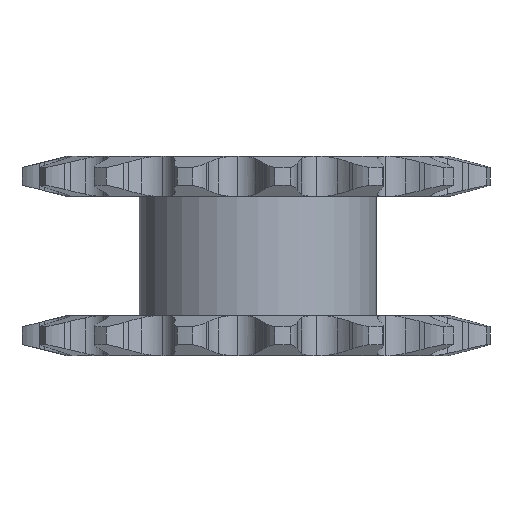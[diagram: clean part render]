
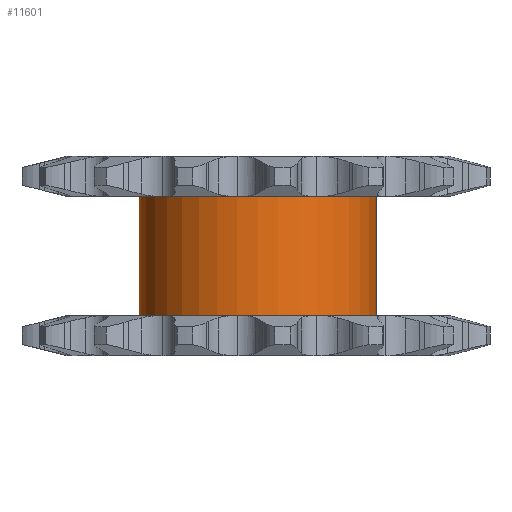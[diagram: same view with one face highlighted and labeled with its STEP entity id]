
A CAD part, front view. The second image highlights one B-rep face of the part: STEP entity #11601.
In plain terms, the highlighted cylindrical face has radius 12.7 mm (diameter 25.4 mm), a partial arc.
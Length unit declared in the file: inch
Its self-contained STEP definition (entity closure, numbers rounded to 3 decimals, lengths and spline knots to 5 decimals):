
#565 = EDGE_CURVE ( 'NONE', #9733, #9703, #8825, .T. ) ;
#1355 = AXIS2_PLACEMENT_3D ( 'NONE', #7960, #7958, #7957 ) ;
#1636 = DIRECTION ( 'NONE',  ( 0., 0., 1. ) ) ;
#1637 = DIRECTION ( 'NONE',  ( 0., 0., 1. ) ) ;
#1638 = CARTESIAN_POINT ( 'NONE',  ( -0.5, 0., -0.587 ) ) ;
#1642 = CARTESIAN_POINT ( 'NONE',  ( 0.5, 0., -0.587 ) ) ;
#2814 = ORIENTED_EDGE ( 'NONE', *, *, #565, .T. ) ;
#2815 = ORIENTED_EDGE ( 'NONE', *, *, #3929, .T. ) ;
#2816 = ORIENTED_EDGE ( 'NONE', *, *, #4042, .F. ) ;
#2817 = ORIENTED_EDGE ( 'NONE', *, *, #3927, .F. ) ;
#3199 = CARTESIAN_POINT ( 'NONE',  ( 0., 0., -0.587 ) ) ;
#3200 = DIRECTION ( 'NONE',  ( 0., 0., -1. ) ) ;
#3201 = DIRECTION ( 'NONE',  ( -1., 0., 0. ) ) ;
#3529 = DIRECTION ( 'NONE',  ( 1., 0., 0. ) ) ;
#3534 = DIRECTION ( 'NONE',  ( 0., 0., 1. ) ) ;
#3536 = CARTESIAN_POINT ( 'NONE',  ( 0., 0., -0.587 ) ) ;
#3927 = EDGE_CURVE ( 'NONE', #10203, #9703, #8913, .T. ) ;
#3929 = EDGE_CURVE ( 'NONE', #10205, #9733, #8928, .T. ) ;
#4042 = EDGE_CURVE ( 'NONE', #10205, #10203, #9037, .T. ) ;
#5984 = FACE_OUTER_BOUND ( 'NONE', #9608, .T. ) ;
#5988 = CYLINDRICAL_SURFACE ( 'NONE', #7077, 0.5 ) ;
#6543 = AXIS2_PLACEMENT_3D ( 'NONE', #3199, #3200, #3201 ) ;
#7077 = AXIS2_PLACEMENT_3D ( 'NONE', #3536, #3534, #3529 ) ;
#7957 = DIRECTION ( 'NONE',  ( 1., 0., 0. ) ) ;
#7958 = DIRECTION ( 'NONE',  ( 0., 0., -1. ) ) ;
#7960 = CARTESIAN_POINT ( 'NONE',  ( 0., 0., -0.0845 ) ) ;
#8825 = CIRCLE ( 'NONE', #1355, 0.5 ) ;
#8913 = LINE ( 'NONE', #1638, #8929 ) ;
#8926 = VECTOR ( 'NONE', #1636, 39.37008 ) ;
#8928 = LINE ( 'NONE', #1642, #8926 ) ;
#8929 = VECTOR ( 'NONE', #1637, 39.37008 ) ;
#9037 = CIRCLE ( 'NONE', #6543, 0.5 ) ;
#9608 = EDGE_LOOP ( 'NONE', ( #2817, #2816, #2815, #2814 ) ) ;
#9703 = VERTEX_POINT ( 'NONE', #11256 ) ;
#9733 = VERTEX_POINT ( 'NONE', #11270 ) ;
#10203 = VERTEX_POINT ( 'NONE', #11380 ) ;
#10205 = VERTEX_POINT ( 'NONE', #11382 ) ;
#11256 = CARTESIAN_POINT ( 'NONE',  ( -0.5, 0., -0.0845 ) ) ;
#11270 = CARTESIAN_POINT ( 'NONE',  ( 0.5, 0., -0.0845 ) ) ;
#11380 = CARTESIAN_POINT ( 'NONE',  ( -0.5, 0., -0.587 ) ) ;
#11382 = CARTESIAN_POINT ( 'NONE',  ( 0.5, 0., -0.587 ) ) ;
#11601 = ADVANCED_FACE ( 'NONE', ( #5984 ), #5988, .T. ) ;
